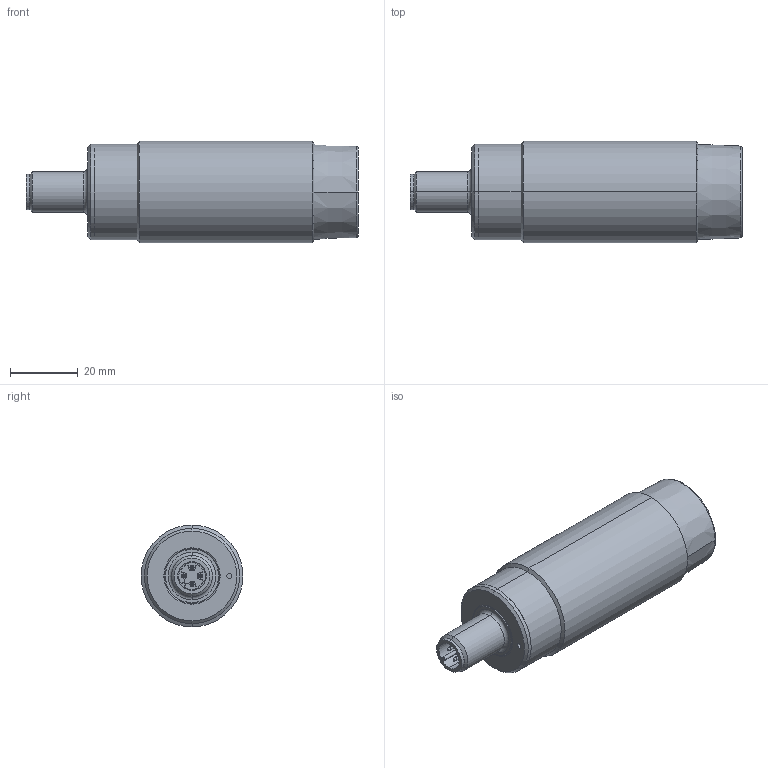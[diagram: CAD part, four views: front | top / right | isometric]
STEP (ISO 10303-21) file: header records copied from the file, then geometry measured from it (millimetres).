
FILE_DESCRIPTION (( 'STEP AP203' ), '1' );
FILE_NAME ('0E010980_INDUKTIVKOPPLER_BASE_M30_ALPHA_AXIAL.STEP', '2020-10-26T10:15:01', ( '' ), ( '' ), 'SwSTEP 2.0', 'SolidWorks 2019', '' );
FILE_SCHEMA (( 'CONFIG_CONTROL_DESIGN' ));
Length unit declared in the file: millimetre
Products named in the file (1): 0E010980_INDUKTIVKOPPLER_BASE_M30_ALPHA_AXIAL
Bounding box: 97.7 x 30 x 30 mm (x, y, z)
Volume: 13255.4 mm3; surface area: 20687.5 mm2
Topology: 5 solids, 5 shells, 322 faces, 722 edges, 429 vertices
Faces by surface type: cylinder 151, cone 56, torus 53, plane 53, bspline 9
Entity records: 9370 total; most frequent: CARTESIAN_POINT 1943, DIRECTION 1716, ORIENTED_EDGE 1428, AXIS2_PLACEMENT_3D 729, EDGE_CURVE 714, VERTEX_POINT 429, CIRCLE 415, EDGE_LOOP 365
